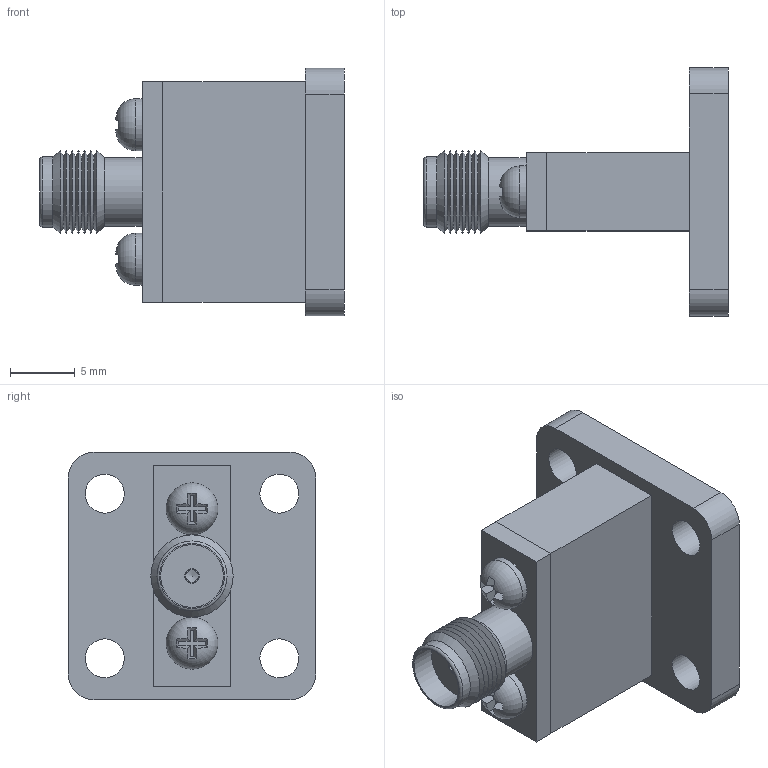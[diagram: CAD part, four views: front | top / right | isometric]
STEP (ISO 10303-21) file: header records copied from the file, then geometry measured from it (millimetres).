
FILE_DESCRIPTION (( 'STEP AP214' ), '1' );
FILE_NAME ('FMWCA1109_3D.STEP', '2020-05-20T20:40:07', ( '' ), ( '' ), 'SwSTEP 2.0', 'SolidWorks 2018', '' );
FILE_SCHEMA (( 'AUTOMOTIVE_DESIGN' ));
Length unit declared in the file: inch
Products named in the file (1): FMWCA1109_3D
Bounding box: 23.5 x 19.11 x 19.11 mm (x, y, z)
Volume: 2160.8 mm3; surface area: 2133.2 mm2
Topology: 1 solids, 3 shells, 99 faces, 232 edges, 148 vertices
Faces by surface type: plane 63, cylinder 18, cone 15, torus 3
Full cylindrical faces by diameter (mm): 0.953 x1, 1.053 x2, 1.078 x1, 1.136 x1, 2.999 x4, 4.003 x2, 4.839 x1, 5.286 x1, 5.406 x1
Entity records: 2700 total; most frequent: CARTESIAN_POINT 542, DIRECTION 422, ORIENTED_EDGE 390, EDGE_CURVE 195, AXIS2_PLACEMENT_3D 151, EDGE_LOOP 148, VERTEX_POINT 143, VECTOR 120
